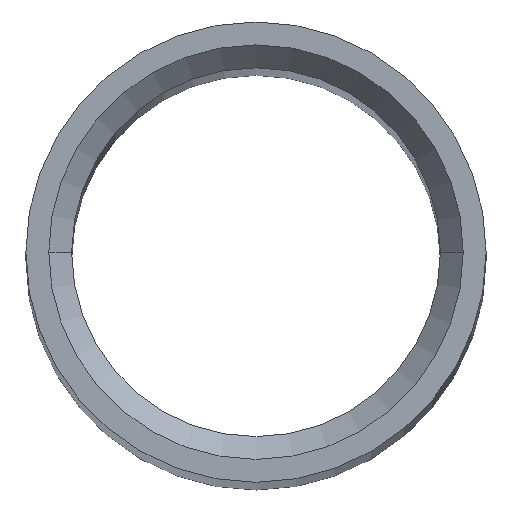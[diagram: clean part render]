
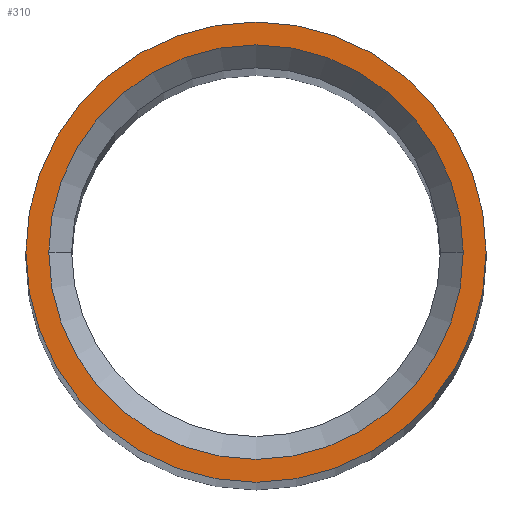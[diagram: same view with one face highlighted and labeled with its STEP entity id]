
A CAD part, top view. The second image highlights one B-rep face of the part: STEP entity #310.
In plain terms, the highlighted planar face has unit normal (0, 0, 1).
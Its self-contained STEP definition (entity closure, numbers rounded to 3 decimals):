
#2 = DIRECTION ( 'NONE',  ( 1., 0., 0. ) ) ;
#12 = DIRECTION ( 'NONE',  ( 1., 0., 0. ) ) ;
#14 = EDGE_LOOP ( 'NONE', ( #152, #232 ) ) ;
#21 = CARTESIAN_POINT ( 'NONE',  ( 174.933, 166.433, 0. ) ) ;
#26 = DIRECTION ( 'NONE',  ( 0., 0., -1. ) ) ;
#29 = DIRECTION ( 'NONE',  ( 0., 0., 1. ) ) ;
#35 = CIRCLE ( 'NONE', #148, 50.25 ) ;
#50 = CARTESIAN_POINT ( 'NONE',  ( 124.683, 166.433, 0. ) ) ;
#55 = AXIS2_PLACEMENT_3D ( 'NONE', #272, #116, #162 ) ;
#64 = FACE_OUTER_BOUND ( 'NONE', #14, .T. ) ;
#69 = VERTEX_POINT ( 'NONE', #256 ) ;
#70 = EDGE_CURVE ( 'NONE', #279, #308, #214, .T. ) ;
#77 = CIRCLE ( 'NONE', #191, 45.25 ) ;
#88 = CARTESIAN_POINT ( 'NONE',  ( 129.683, 166.433, 0. ) ) ;
#103 = DIRECTION ( 'NONE',  ( 1., 0., 0. ) ) ;
#108 = VERTEX_POINT ( 'NONE', #50 ) ;
#112 = EDGE_CURVE ( 'NONE', #108, #69, #278, .T. ) ;
#113 = AXIS2_PLACEMENT_3D ( 'NONE', #21, #26, #211 ) ;
#114 = CARTESIAN_POINT ( 'NONE',  ( 220.183, 166.433, 0. ) ) ;
#116 = DIRECTION ( 'NONE',  ( 0., 0., 1. ) ) ;
#147 = DIRECTION ( 'NONE',  ( 0., 0., -1. ) ) ;
#148 = AXIS2_PLACEMENT_3D ( 'NONE', #268, #29, #2 ) ;
#150 = ORIENTED_EDGE ( 'NONE', *, *, #340, .T. ) ;
#152 = ORIENTED_EDGE ( 'NONE', *, *, #285, .T. ) ;
#162 = DIRECTION ( 'NONE',  ( 1., 0., 0. ) ) ;
#169 = ORIENTED_EDGE ( 'NONE', *, *, #70, .T. ) ;
#191 = AXIS2_PLACEMENT_3D ( 'NONE', #314, #147, #12 ) ;
#192 = FACE_BOUND ( 'NONE', #246, .T. ) ;
#211 = DIRECTION ( 'NONE',  ( 1., 0., 0. ) ) ;
#214 = CIRCLE ( 'NONE', #113, 45.25 ) ;
#216 = PLANE ( 'NONE',  #55 ) ;
#227 = CARTESIAN_POINT ( 'NONE',  ( 174.933, 166.433, 0. ) ) ;
#232 = ORIENTED_EDGE ( 'NONE', *, *, #112, .T. ) ;
#246 = EDGE_LOOP ( 'NONE', ( #150, #169 ) ) ;
#256 = CARTESIAN_POINT ( 'NONE',  ( 225.183, 166.433, 0. ) ) ;
#268 = CARTESIAN_POINT ( 'NONE',  ( 174.933, 166.433, 0. ) ) ;
#272 = CARTESIAN_POINT ( 'NONE',  ( 174.933, 166.433, 0. ) ) ;
#278 = CIRCLE ( 'NONE', #330, 50.25 ) ;
#279 = VERTEX_POINT ( 'NONE', #88 ) ;
#285 = EDGE_CURVE ( 'NONE', #69, #108, #35, .T. ) ;
#308 = VERTEX_POINT ( 'NONE', #114 ) ;
#310 = ADVANCED_FACE ( 'NONE', ( #192, #64 ), #216, .T. ) ;
#314 = CARTESIAN_POINT ( 'NONE',  ( 174.933, 166.433, 0. ) ) ;
#330 = AXIS2_PLACEMENT_3D ( 'NONE', #227, #341, #103 ) ;
#340 = EDGE_CURVE ( 'NONE', #308, #279, #77, .T. ) ;
#341 = DIRECTION ( 'NONE',  ( 0., 0., 1. ) ) ;
